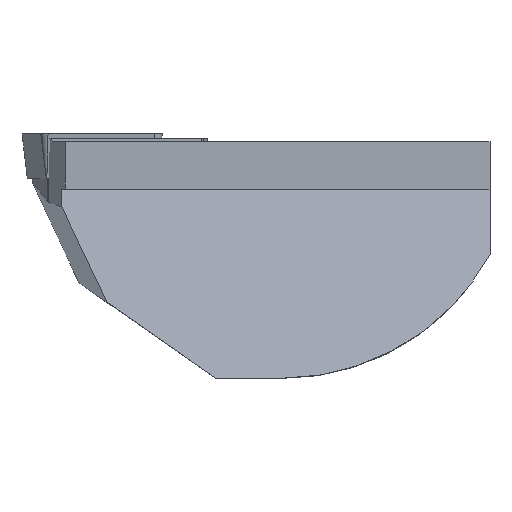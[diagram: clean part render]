
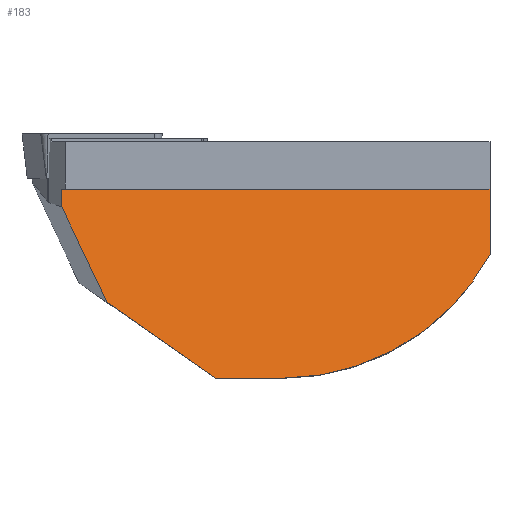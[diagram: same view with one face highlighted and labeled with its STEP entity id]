
A CAD part, top view. The second image highlights one B-rep face of the part: STEP entity #183.
In plain terms, the highlighted planar face has unit normal (0, 0.259, 0.966).
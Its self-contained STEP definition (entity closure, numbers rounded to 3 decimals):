
#93=ELLIPSE('',#841,25.882,25.);
#183=ADVANCED_FACE('',(#242),#214,.F.);
#214=PLANE('',#842);
#242=FACE_OUTER_BOUND('',#287,.T.);
#287=EDGE_LOOP('',(#506,#507,#508,#509,#510,#511,#512));
#324=LINE('',#1552,#392);
#325=LINE('',#1555,#393);
#326=LINE('',#1557,#394);
#327=LINE('',#1561,#395);
#328=LINE('',#1563,#396);
#329=LINE('',#1565,#397);
#392=VECTOR('',#943,1.);
#393=VECTOR('',#944,1.);
#394=VECTOR('',#945,1.);
#395=VECTOR('',#948,1.);
#396=VECTOR('',#949,1.);
#397=VECTOR('',#950,1.);
#506=ORIENTED_EDGE('',*,*,#740,.F.);
#507=ORIENTED_EDGE('',*,*,#741,.F.);
#508=ORIENTED_EDGE('',*,*,#742,.T.);
#509=ORIENTED_EDGE('',*,*,#743,.T.);
#510=ORIENTED_EDGE('',*,*,#744,.T.);
#511=ORIENTED_EDGE('',*,*,#745,.F.);
#512=ORIENTED_EDGE('',*,*,#746,.F.);
#665=VERTEX_POINT('',#1553);
#666=VERTEX_POINT('',#1554);
#667=VERTEX_POINT('',#1556);
#668=VERTEX_POINT('',#1558);
#669=VERTEX_POINT('',#1560);
#670=VERTEX_POINT('',#1562);
#671=VERTEX_POINT('',#1564);
#740=EDGE_CURVE('',#665,#666,#324,.T.);
#741=EDGE_CURVE('',#667,#665,#325,.T.);
#742=EDGE_CURVE('',#667,#668,#326,.T.);
#743=EDGE_CURVE('',#668,#669,#93,.T.);
#744=EDGE_CURVE('',#669,#670,#327,.T.);
#745=EDGE_CURVE('',#671,#670,#328,.T.);
#746=EDGE_CURVE('',#666,#671,#329,.T.);
#841=AXIS2_PLACEMENT_3D('',#1559,#946,#947);
#842=AXIS2_PLACEMENT_3D('',#1566,#951,#952);
#943=DIRECTION('',(-0.419,0.877,-0.235));
#944=DIRECTION('',(-0.81,0.567,-0.152));
#945=DIRECTION('',(1.,0.,0.));
#946=DIRECTION('',(0.,0.259,0.966));
#947=DIRECTION('',(0.,-0.966,0.259));
#948=DIRECTION('',(0.,0.966,-0.259));
#949=DIRECTION('',(1.,0.,0.));
#950=DIRECTION('',(-0.024,0.966,-0.259));
#951=DIRECTION('',(0.,-0.259,-0.966));
#952=DIRECTION('',(0.,-0.966,0.259));
#1552=CARTESIAN_POINT('',(-29.608,6.354,-3.042));
#1553=CARTESIAN_POINT('',(-18.469,-16.977,3.209));
#1554=CARTESIAN_POINT('',(-23.287,-6.884,0.505));
#1555=CARTESIAN_POINT('',(-67.968,17.682,-6.078));
#1556=CARTESIAN_POINT('',(-7.011,-25.,5.359));
#1557=CARTESIAN_POINT('',(-100.,-25.,5.359));
#1558=CARTESIAN_POINT('',(0.,-25.,5.359));
#1559=CARTESIAN_POINT('',(0.,0.,-1.34));
#1560=CARTESIAN_POINT('',(22.,-11.874,1.842));
#1561=CARTESIAN_POINT('',(22.,-25.,5.359));
#1562=CARTESIAN_POINT('',(22.,-5.,0.));
#1563=CARTESIAN_POINT('',(-100.,-5.,0.));
#1564=CARTESIAN_POINT('',(-23.334,-5.,0.));
#1565=CARTESIAN_POINT('',(-22.885,-23.229,4.884));
#1566=CARTESIAN_POINT('',(-100.,-25.,5.359));
